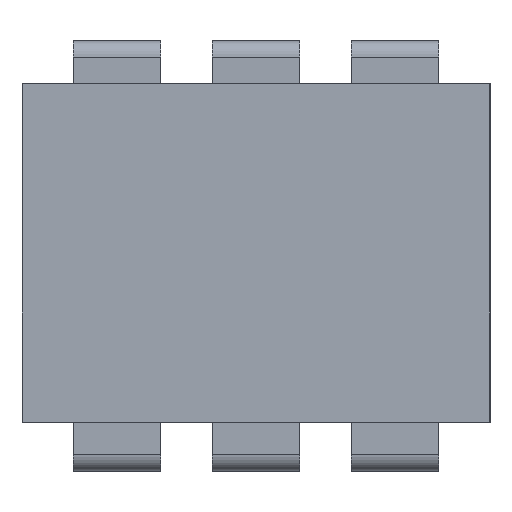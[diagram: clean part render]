
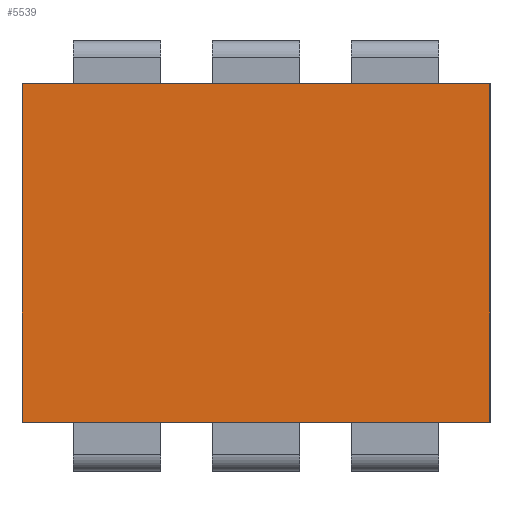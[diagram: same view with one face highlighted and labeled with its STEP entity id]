
A CAD part, top view. The second image highlights one B-rep face of the part: STEP entity #5539.
In plain terms, the highlighted planar face has unit normal (0, 0, 1).
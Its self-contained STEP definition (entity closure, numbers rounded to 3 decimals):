
#715=LINE('',#9937,#1357);
#719=LINE('',#9946,#1361);
#722=LINE('',#9952,#1364);
#725=LINE('',#9958,#1367);
#1357=VECTOR('',#7741,1000.);
#1361=VECTOR('',#7747,1000.);
#1364=VECTOR('',#7752,1000.);
#1367=VECTOR('',#7757,1000.);
#2737=ORIENTED_EDGE('',*,*,#3651,.T.);
#2738=ORIENTED_EDGE('',*,*,#3655,.T.);
#2739=ORIENTED_EDGE('',*,*,#3658,.T.);
#2740=ORIENTED_EDGE('',*,*,#3661,.T.);
#3651=EDGE_CURVE('',#4213,#4214,#715,.T.);
#3655=EDGE_CURVE('',#4214,#4217,#719,.T.);
#3658=EDGE_CURVE('',#4217,#4219,#722,.T.);
#3661=EDGE_CURVE('',#4219,#4213,#725,.T.);
#4213=VERTEX_POINT('',#9938);
#4214=VERTEX_POINT('',#9939);
#4217=VERTEX_POINT('',#9947);
#4219=VERTEX_POINT('',#9953);
#4666=EDGE_LOOP('',(#2737,#2738,#2739,#2740));
#4998=FACE_BOUND('',#4666,.T.);
#5264=PLANE('',#6599);
#5539=ADVANCED_FACE('',(#4998),#5264,.T.);
#6599=AXIS2_PLACEMENT_3D('',#9961,#7761,#7762);
#7741=DIRECTION('',(0.,-1.,0.));
#7747=DIRECTION('',(1.,0.,0.));
#7752=DIRECTION('',(0.,1.,0.));
#7757=DIRECTION('',(-1.,0.,0.));
#7761=DIRECTION('',(0.,0.,1.));
#7762=DIRECTION('',(1.,0.,0.));
#9937=CARTESIAN_POINT('',(-4.28,3.1,0.));
#9938=CARTESIAN_POINT('',(-4.28,3.1,0.));
#9939=CARTESIAN_POINT('',(-4.28,-3.1,0.));
#9946=CARTESIAN_POINT('',(-4.28,-3.1,0.));
#9947=CARTESIAN_POINT('',(4.28,-3.1,0.));
#9952=CARTESIAN_POINT('',(4.28,-3.1,0.));
#9953=CARTESIAN_POINT('',(4.28,3.1,0.));
#9958=CARTESIAN_POINT('',(4.28,3.1,0.));
#9961=CARTESIAN_POINT('',(0.,0.,0.));
